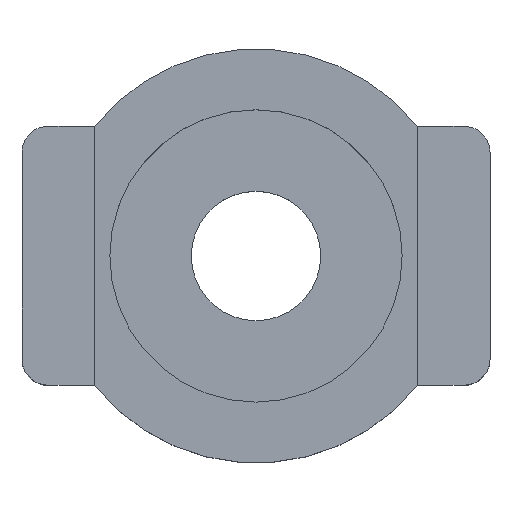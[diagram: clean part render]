
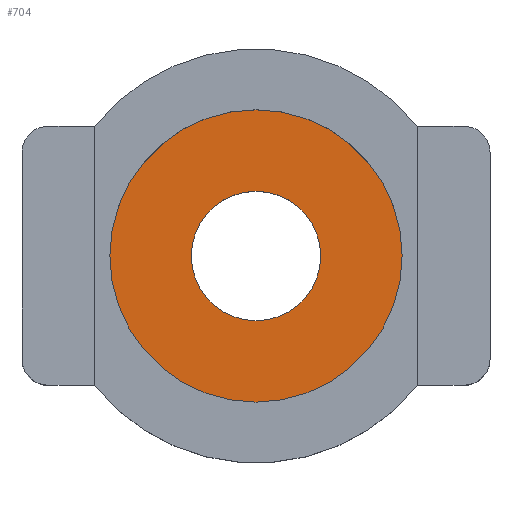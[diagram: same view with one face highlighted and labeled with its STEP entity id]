
A CAD part, top view. The second image highlights one B-rep face of the part: STEP entity #704.
In plain terms, the highlighted planar face has unit normal (0, 0, 1).
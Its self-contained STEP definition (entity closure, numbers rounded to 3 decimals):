
#6 = FACE_BOUND ( 'NONE', #1002, .T. ) ;
#46 = CIRCLE ( 'NONE', #981, 5.65 ) ;
#57 = DIRECTION ( 'NONE',  ( 1., 0., 0. ) ) ;
#86 = VERTEX_POINT ( 'NONE', #323 ) ;
#124 = EDGE_CURVE ( 'NONE', #963, #412, #366, .T. ) ;
#185 = ORIENTED_EDGE ( 'NONE', *, *, #452, .T. ) ;
#209 = EDGE_LOOP ( 'NONE', ( #185, #994 ) ) ;
#257 = CARTESIAN_POINT ( 'NONE',  ( 0., 0., 1.6 ) ) ;
#323 = CARTESIAN_POINT ( 'NONE',  ( -5.65, 0., 1.6 ) ) ;
#336 = DIRECTION ( 'NONE',  ( 0., 0., 1. ) ) ;
#357 = DIRECTION ( 'NONE',  ( 1., 0., 0. ) ) ;
#366 = CIRCLE ( 'NONE', #977, 2.5 ) ;
#405 = EDGE_CURVE ( 'NONE', #412, #963, #917, .T. ) ;
#412 = VERTEX_POINT ( 'NONE', #1085 ) ;
#424 = AXIS2_PLACEMENT_3D ( 'NONE', #257, #604, #929 ) ;
#447 = AXIS2_PLACEMENT_3D ( 'NONE', #586, #336, #673 ) ;
#452 = EDGE_CURVE ( 'NONE', #871, #86, #782, .T. ) ;
#579 = CARTESIAN_POINT ( 'NONE',  ( 0., 0., 1.6 ) ) ;
#586 = CARTESIAN_POINT ( 'NONE',  ( 0., 0., 1.6 ) ) ;
#604 = DIRECTION ( 'NONE',  ( 0., 0., 1. ) ) ;
#673 = DIRECTION ( 'NONE',  ( 1., 0., 0. ) ) ;
#675 = PLANE ( 'NONE',  #424 ) ;
#688 = DIRECTION ( 'NONE',  ( 0., 0., 1. ) ) ;
#693 = DIRECTION ( 'NONE',  ( 0., 0., 1. ) ) ;
#704 = ADVANCED_FACE ( 'NONE', ( #6, #778 ), #675, .T. ) ;
#724 = EDGE_CURVE ( 'NONE', #86, #871, #46, .T. ) ;
#737 = DIRECTION ( 'NONE',  ( 0., 0., 1. ) ) ;
#778 = FACE_OUTER_BOUND ( 'NONE', #209, .T. ) ;
#782 = CIRCLE ( 'NONE', #1061, 5.65 ) ;
#823 = CARTESIAN_POINT ( 'NONE',  ( 5.65, 0., 1.6 ) ) ;
#871 = VERTEX_POINT ( 'NONE', #823 ) ;
#874 = ORIENTED_EDGE ( 'NONE', *, *, #405, .F. ) ;
#875 = DIRECTION ( 'NONE',  ( 1., 0., 0. ) ) ;
#902 = ORIENTED_EDGE ( 'NONE', *, *, #124, .F. ) ;
#917 = CIRCLE ( 'NONE', #447, 2.5 ) ;
#929 = DIRECTION ( 'NONE',  ( 1., 0., 0. ) ) ;
#937 = CARTESIAN_POINT ( 'NONE',  ( 0., 0., 1.6 ) ) ;
#952 = CARTESIAN_POINT ( 'NONE',  ( 0., 0., 1.6 ) ) ;
#963 = VERTEX_POINT ( 'NONE', #973 ) ;
#973 = CARTESIAN_POINT ( 'NONE',  ( -2.5, 0., 1.6 ) ) ;
#977 = AXIS2_PLACEMENT_3D ( 'NONE', #937, #693, #357 ) ;
#981 = AXIS2_PLACEMENT_3D ( 'NONE', #952, #688, #875 ) ;
#994 = ORIENTED_EDGE ( 'NONE', *, *, #724, .T. ) ;
#1002 = EDGE_LOOP ( 'NONE', ( #902, #874 ) ) ;
#1061 = AXIS2_PLACEMENT_3D ( 'NONE', #579, #737, #57 ) ;
#1085 = CARTESIAN_POINT ( 'NONE',  ( 2.5, 0., 1.6 ) ) ;
